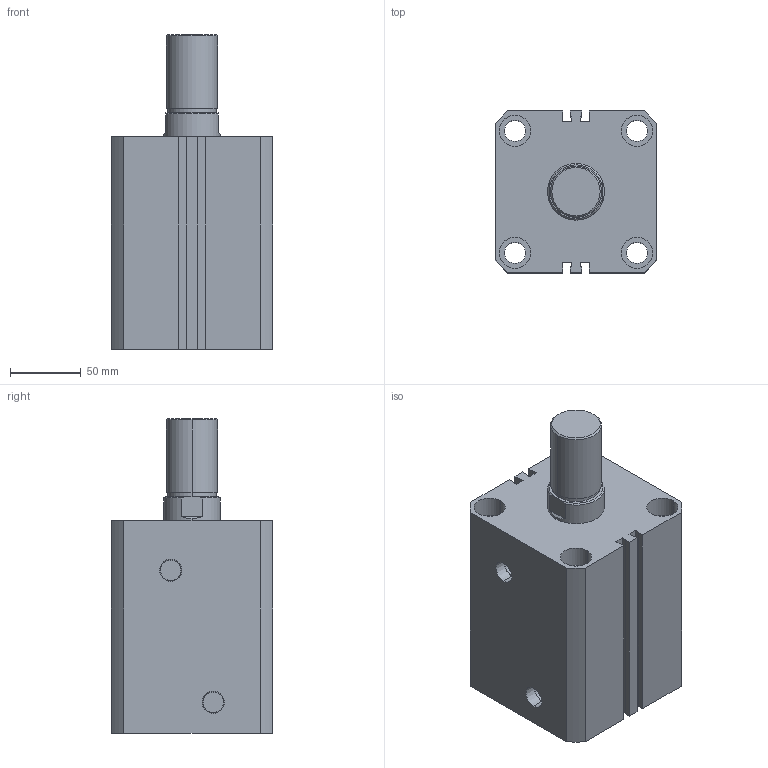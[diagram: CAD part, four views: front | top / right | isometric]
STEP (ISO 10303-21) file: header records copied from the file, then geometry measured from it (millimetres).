
FILE_DESCRIPTION (( 'STEP AP203' ), '1' );
FILE_NAME ('HTM-SD80-55W.STEP', '2019-10-10T06:56:22', ( '微软用户' ), ( '微软中国' ), 'SwSTEP 2.0', 'SolidWorks 2012', '' );
FILE_SCHEMA (( 'CONFIG_CONTROL_DESIGN' ));
Length unit declared in the file: millimetre
Products named in the file (3): HTM-SD80-55W活塞杆; HTM-SD80-55掛极; HTM-SD80-55W
Assembly tree (2 placements, depth 2):
  HTM-SD80-55W
    HTM-SD80-55掛极
    HTM-SD80-55W活塞杆
Bounding box: 114 x 114 x 222 mm (x, y, z)
Volume: 1634893.7 mm3; surface area: 206718.1 mm2
Topology: 2 solids, 2 shells, 117 faces, 282 edges, 186 vertices
Faces by surface type: plane 61, cylinder 44, cone 8, torus 4
Entity records: 3765 total; most frequent: DIRECTION 626, CARTESIAN_POINT 618, ORIENTED_EDGE 564, EDGE_CURVE 282, AXIS2_PLACEMENT_3D 230, VERTEX_POINT 186, LINE 166, VECTOR 166
